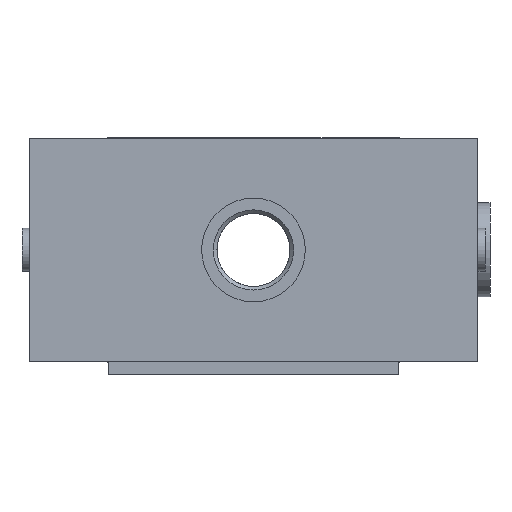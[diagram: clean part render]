
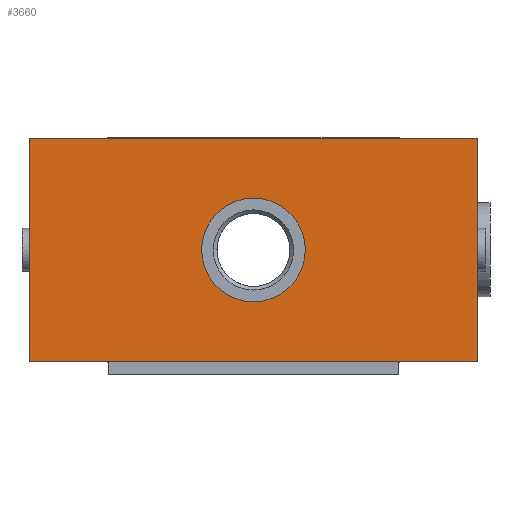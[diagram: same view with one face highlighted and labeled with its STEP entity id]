
A CAD part, front view. The second image highlights one B-rep face of the part: STEP entity #3660.
In plain terms, the highlighted planar face has unit normal (0, -1, 0).
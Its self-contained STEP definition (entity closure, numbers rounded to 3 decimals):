
#242=LINE('',#5455,#579);
#244=LINE('',#5462,#581);
#250=LINE('',#5475,#587);
#251=LINE('',#5476,#588);
#579=VECTOR('',#4335,1000.);
#581=VECTOR('',#4341,1000.);
#587=VECTOR('',#4351,1000.);
#588=VECTOR('',#4352,1000.);
#931=ORIENTED_EDGE('',*,*,#1943,.F.);
#932=ORIENTED_EDGE('',*,*,#1944,.T.);
#933=ORIENTED_EDGE('',*,*,#1934,.F.);
#934=ORIENTED_EDGE('',*,*,#1945,.F.);
#935=ORIENTED_EDGE('',*,*,#1937,.T.);
#1934=EDGE_CURVE('',#2440,#2435,#242,.T.);
#1937=EDGE_CURVE('',#2444,#2442,#244,.T.);
#1943=EDGE_CURVE('',#2448,#2448,#2796,.T.);
#1944=EDGE_CURVE('',#2442,#2435,#250,.T.);
#1945=EDGE_CURVE('',#2444,#2440,#251,.T.);
#2435=VERTEX_POINT('',#5444);
#2440=VERTEX_POINT('',#5454);
#2442=VERTEX_POINT('',#5460);
#2444=VERTEX_POINT('',#5463);
#2448=VERTEX_POINT('',#5474);
#2796=CIRCLE('',#3929,21.5);
#2903=EDGE_LOOP('',(#931));
#2904=EDGE_LOOP('',(#932,#933,#934,#935));
#3218=FACE_BOUND('',#2903,.T.);
#3219=FACE_BOUND('',#2904,.T.);
#3538=PLANE('',#3928);
#3660=ADVANCED_FACE('',(#3218,#3219),#3538,.F.);
#3928=AXIS2_PLACEMENT_3D('',#5472,#4347,#4348);
#3929=AXIS2_PLACEMENT_3D('',#5473,#4349,#4350);
#4335=DIRECTION('',(-1.,0.,0.));
#4341=DIRECTION('',(-1.,0.,0.));
#4347=DIRECTION('',(0.,1.,0.));
#4348=DIRECTION('',(0.,0.,1.));
#4349=DIRECTION('',(0.,-1.,0.));
#4350=DIRECTION('',(0.,0.,-1.));
#4351=DIRECTION('',(0.,0.,-1.));
#4352=DIRECTION('',(0.,0.,-1.));
#5444=CARTESIAN_POINT('',(-46.3,0.,-93.));
#5454=CARTESIAN_POINT('',(46.3,0.,-93.));
#5455=CARTESIAN_POINT('',(46.5,0.,-93.));
#5460=CARTESIAN_POINT('',(-46.3,0.,93.));
#5462=CARTESIAN_POINT('',(46.5,0.,93.));
#5463=CARTESIAN_POINT('',(46.3,0.,93.));
#5472=CARTESIAN_POINT('',(46.5,0.,93.));
#5473=CARTESIAN_POINT('',(0.,0.,0.));
#5474=CARTESIAN_POINT('',(0.,0.,-21.5));
#5475=CARTESIAN_POINT('',(-46.3,0.,93.));
#5476=CARTESIAN_POINT('',(46.3,0.,93.));
